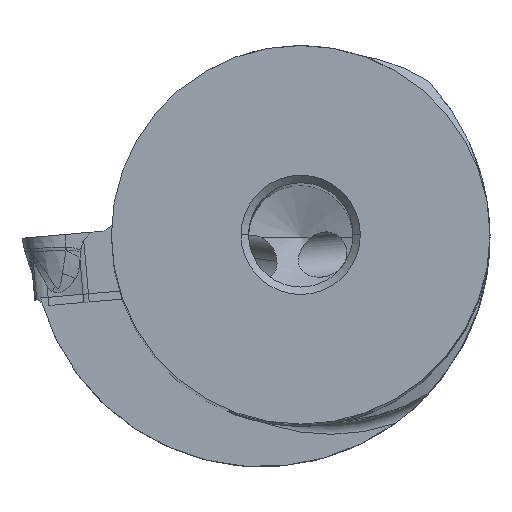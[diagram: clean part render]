
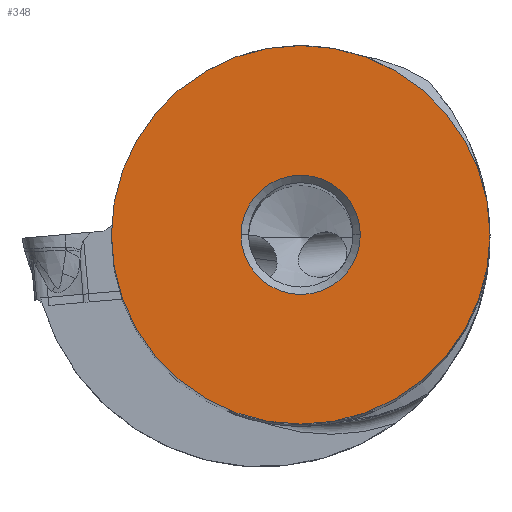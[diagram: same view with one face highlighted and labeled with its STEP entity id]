
A CAD part, top view. The second image highlights one B-rep face of the part: STEP entity #348.
In plain terms, the highlighted planar face has unit normal (0, 0, 1).
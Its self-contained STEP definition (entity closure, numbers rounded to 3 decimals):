
#43=FACE_BOUND('',#748,.T.);
#44=FACE_BOUND('',#749,.T.);
#348=ADVANCED_FACE('',(#43,#44),#433,.T.);
#433=PLANE('',#3758);
#748=EDGE_LOOP('',(#1540,#1541));
#749=EDGE_LOOP('',(#1542,#1543));
#1540=ORIENTED_EDGE('',*,*,#2601,.T.);
#1541=ORIENTED_EDGE('',*,*,#2595,.T.);
#1542=ORIENTED_EDGE('',*,*,#2606,.T.);
#1543=ORIENTED_EDGE('',*,*,#2607,.T.);
#2121=VERTEX_POINT('',#9993);
#2122=VERTEX_POINT('',#9995);
#2131=VERTEX_POINT('',#10017);
#2132=VERTEX_POINT('',#10018);
#2595=EDGE_CURVE('',#2122,#2121,#3078,.T.);
#2601=EDGE_CURVE('',#2121,#2122,#3079,.T.);
#2606=EDGE_CURVE('',#2131,#2132,#3080,.T.);
#2607=EDGE_CURVE('',#2132,#2131,#3081,.T.);
#3078=CIRCLE('',#3748,12.7);
#3079=CIRCLE('',#3752,12.7);
#3080=CIRCLE('',#3756,4.);
#3081=CIRCLE('',#3757,4.);
#3748=AXIS2_PLACEMENT_3D('',#9994,#4284,#4285);
#3752=AXIS2_PLACEMENT_3D('',#10006,#4295,#4296);
#3756=AXIS2_PLACEMENT_3D('',#10016,#4305,#4306);
#3757=AXIS2_PLACEMENT_3D('',#10019,#4307,#4308);
#3758=AXIS2_PLACEMENT_3D('',#10020,#4309,#4310);
#4284=DIRECTION('',(0.,0.,1.));
#4285=DIRECTION('',(-1.,0.,0.));
#4295=DIRECTION('',(0.,0.,1.));
#4296=DIRECTION('',(1.,0.,0.));
#4305=DIRECTION('',(0.,0.,-1.));
#4306=DIRECTION('',(1.,0.,0.));
#4307=DIRECTION('',(0.,0.,-1.));
#4308=DIRECTION('',(-1.,0.,0.));
#4309=DIRECTION('',(0.,0.,1.));
#4310=DIRECTION('',(-1.,0.,0.));
#9993=CARTESIAN_POINT('',(12.7,0.,0.));
#9994=CARTESIAN_POINT('',(0.,0.,0.));
#9995=CARTESIAN_POINT('',(-12.7,0.,0.));
#10006=CARTESIAN_POINT('',(0.,0.,0.));
#10016=CARTESIAN_POINT('',(0.,0.,0.));
#10017=CARTESIAN_POINT('',(4.,0.,0.));
#10018=CARTESIAN_POINT('',(-4.,0.,0.));
#10019=CARTESIAN_POINT('',(0.,0.,0.));
#10020=CARTESIAN_POINT('',(0.,0.,0.));
